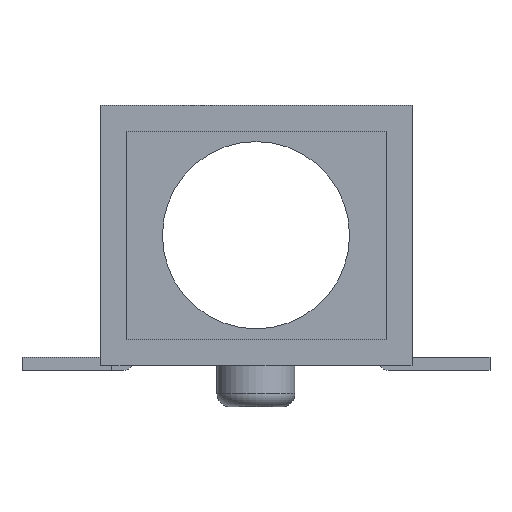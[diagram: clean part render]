
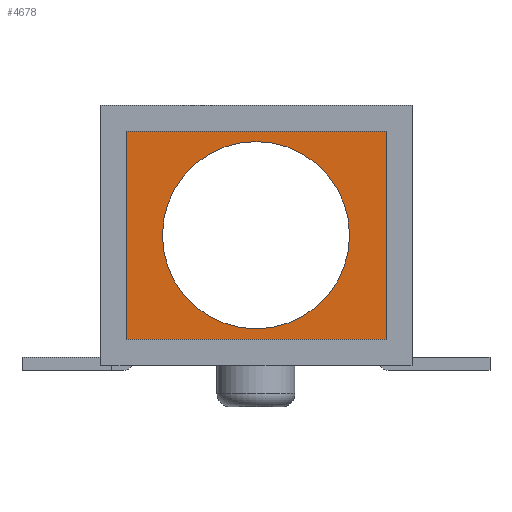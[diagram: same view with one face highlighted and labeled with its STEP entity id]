
A CAD part, front view. The second image highlights one B-rep face of the part: STEP entity #4678.
In plain terms, the highlighted planar face has unit normal (0, -1, 0).
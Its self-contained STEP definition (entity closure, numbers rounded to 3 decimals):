
#172 = VERTEX_POINT('',#173);
#173 = CARTESIAN_POINT('',(0.,-6.5,0.8));
#182 = CYLINDRICAL_SURFACE('',#183,1.8);
#183 = AXIS2_PLACEMENT_3D('',#184,#185,#186);
#184 = CARTESIAN_POINT('',(0.,9.359,2.6));
#185 = DIRECTION('',(0.,1.,0.));
#186 = DIRECTION('',(0.,0.,-1.));
#194 = CYLINDRICAL_SURFACE('',#195,1.8);
#195 = AXIS2_PLACEMENT_3D('',#196,#197,#198);
#196 = CARTESIAN_POINT('',(0.,9.359,2.6));
#197 = DIRECTION('',(0.,1.,0.));
#198 = DIRECTION('',(0.,0.,-1.));
#265 = VERTEX_POINT('',#266);
#266 = CARTESIAN_POINT('',(0.,-6.5,4.4));
#287 = EDGE_CURVE('',#172,#265,#288,.T.);
#288 = SURFACE_CURVE('',#289,(#294,#301),.PCURVE_S1.);
#289 = CIRCLE('',#290,1.8);
#290 = AXIS2_PLACEMENT_3D('',#291,#292,#293);
#291 = CARTESIAN_POINT('',(0.,-6.5,2.6));
#292 = DIRECTION('',(0.,-1.,0.));
#293 = DIRECTION('',(-1.,0.,0.));
#294 = PCURVE('',#182,#295);
#295 = DEFINITIONAL_REPRESENTATION('',(#296),#300);
#296 = LINE('',#297,#298);
#297 = CARTESIAN_POINT('',(7.854,-15.859));
#298 = VECTOR('',#299,1.);
#299 = DIRECTION('',(-1.,0.));
#300 = ( GEOMETRIC_REPRESENTATION_CONTEXT(2) 
PARAMETRIC_REPRESENTATION_CONTEXT() REPRESENTATION_CONTEXT('2D SPACE',''
  ) );
#301 = PCURVE('',#302,#307);
#302 = PLANE('',#303);
#303 = AXIS2_PLACEMENT_3D('',#304,#305,#306);
#304 = CARTESIAN_POINT('',(-2.5,-6.5,4.6));
#305 = DIRECTION('',(0.,1.,0.));
#306 = DIRECTION('',(-1.,0.,0.));
#307 = DEFINITIONAL_REPRESENTATION('',(#308),#316);
#308 = ( BOUNDED_CURVE() B_SPLINE_CURVE(2,(#309,#310,#311,#312,#313,#314
,#315),.UNSPECIFIED.,.T.,.F.) B_SPLINE_CURVE_WITH_KNOTS((1,2,2,2,2,1),(
    -2.094,0.,2.094,4.189,6.283,
8.378),.UNSPECIFIED.) CURVE() GEOMETRIC_REPRESENTATION_ITEM() 
RATIONAL_B_SPLINE_CURVE((1.,0.5,1.,0.5,1.,0.5,1.)) REPRESENTATION_ITEM(
  '') );
#309 = CARTESIAN_POINT('',(-0.7,-2.));
#310 = CARTESIAN_POINT('',(-0.7,-5.118));
#311 = CARTESIAN_POINT('',(-3.4,-3.559));
#312 = CARTESIAN_POINT('',(-6.1,-2.));
#313 = CARTESIAN_POINT('',(-3.4,-0.441));
#314 = CARTESIAN_POINT('',(-0.7,1.118));
#315 = CARTESIAN_POINT('',(-0.7,-2.));
#316 = ( GEOMETRIC_REPRESENTATION_CONTEXT(2) 
PARAMETRIC_REPRESENTATION_CONTEXT() REPRESENTATION_CONTEXT('2D SPACE',''
  ) );
#1196 = EDGE_CURVE('',#265,#172,#1197,.T.);
#1197 = SURFACE_CURVE('',#1198,(#1203,#1210),.PCURVE_S1.);
#1198 = CIRCLE('',#1199,1.8);
#1199 = AXIS2_PLACEMENT_3D('',#1200,#1201,#1202);
#1200 = CARTESIAN_POINT('',(0.,-6.5,2.6));
#1201 = DIRECTION('',(0.,-1.,0.));
#1202 = DIRECTION('',(-1.,0.,0.));
#1203 = PCURVE('',#194,#1204);
#1204 = DEFINITIONAL_REPRESENTATION('',(#1205),#1209);
#1205 = LINE('',#1206,#1207);
#1206 = CARTESIAN_POINT('',(7.854,-15.859));
#1207 = VECTOR('',#1208,1.);
#1208 = DIRECTION('',(-1.,0.));
#1209 = ( GEOMETRIC_REPRESENTATION_CONTEXT(2) 
PARAMETRIC_REPRESENTATION_CONTEXT() REPRESENTATION_CONTEXT('2D SPACE',''
  ) );
#1210 = PCURVE('',#302,#1211);
#1211 = DEFINITIONAL_REPRESENTATION('',(#1212),#1220);
#1212 = ( BOUNDED_CURVE() B_SPLINE_CURVE(2,(#1213,#1214,#1215,#1216,
#1217,#1218,#1219),.UNSPECIFIED.,.T.,.F.) B_SPLINE_CURVE_WITH_KNOTS((1,2
    ,2,2,2,1),(-2.094,0.,2.094,4.189,
6.283,8.378),.UNSPECIFIED.) CURVE() 
GEOMETRIC_REPRESENTATION_ITEM() RATIONAL_B_SPLINE_CURVE((1.,0.5,1.,0.5,
1.,0.5,1.)) REPRESENTATION_ITEM('') );
#1213 = CARTESIAN_POINT('',(-0.7,-2.));
#1214 = CARTESIAN_POINT('',(-0.7,-5.118));
#1215 = CARTESIAN_POINT('',(-3.4,-3.559));
#1216 = CARTESIAN_POINT('',(-6.1,-2.));
#1217 = CARTESIAN_POINT('',(-3.4,-0.441));
#1218 = CARTESIAN_POINT('',(-0.7,1.118));
#1219 = CARTESIAN_POINT('',(-0.7,-2.));
#1220 = ( GEOMETRIC_REPRESENTATION_CONTEXT(2) 
PARAMETRIC_REPRESENTATION_CONTEXT() REPRESENTATION_CONTEXT('2D SPACE',''
  ) );
#3628 = PLANE('',#3629);
#3629 = AXIS2_PLACEMENT_3D('',#3630,#3631,#3632);
#3630 = CARTESIAN_POINT('',(-2.5,-6.5,0.6));
#3631 = DIRECTION('',(-0.,0.,-1.));
#3632 = DIRECTION('',(1.,0.,0.));
#3656 = PLANE('',#3657);
#3657 = AXIS2_PLACEMENT_3D('',#3658,#3659,#3660);
#3658 = CARTESIAN_POINT('',(-2.5,-6.5,0.6));
#3659 = DIRECTION('',(-1.,0.,0.));
#3660 = DIRECTION('',(0.,-1.,0.));
#3684 = PLANE('',#3685);
#3685 = AXIS2_PLACEMENT_3D('',#3686,#3687,#3688);
#3686 = CARTESIAN_POINT('',(-2.5,-6.5,4.6));
#3687 = DIRECTION('',(0.,0.,1.));
#3688 = DIRECTION('',(-1.,0.,0.));
#3710 = PLANE('',#3711);
#3711 = AXIS2_PLACEMENT_3D('',#3712,#3713,#3714);
#3712 = CARTESIAN_POINT('',(2.5,-6.5,0.6));
#3713 = DIRECTION('',(1.,0.,0.));
#3714 = DIRECTION('',(0.,1.,0.));
#4678 = ADVANCED_FACE('',(#4679,#4773),#302,.F.);
#4679 = FACE_BOUND('',#4680,.T.);
#4680 = EDGE_LOOP('',(#4681,#4706,#4729,#4752));
#4681 = ORIENTED_EDGE('',*,*,#4682,.T.);
#4682 = EDGE_CURVE('',#4683,#4685,#4687,.T.);
#4683 = VERTEX_POINT('',#4684);
#4684 = CARTESIAN_POINT('',(-2.5,-6.5,4.6));
#4685 = VERTEX_POINT('',#4686);
#4686 = CARTESIAN_POINT('',(-2.5,-6.5,0.6));
#4687 = SURFACE_CURVE('',#4688,(#4692,#4699),.PCURVE_S1.);
#4688 = LINE('',#4689,#4690);
#4689 = CARTESIAN_POINT('',(-2.5,-6.5,0.6));
#4690 = VECTOR('',#4691,1.);
#4691 = DIRECTION('',(0.,0.,-1.));
#4692 = PCURVE('',#302,#4693);
#4693 = DEFINITIONAL_REPRESENTATION('',(#4694),#4698);
#4694 = LINE('',#4695,#4696);
#4695 = CARTESIAN_POINT('',(0.,-4.));
#4696 = VECTOR('',#4697,1.);
#4697 = DIRECTION('',(0.,-1.));
#4698 = ( GEOMETRIC_REPRESENTATION_CONTEXT(2) 
PARAMETRIC_REPRESENTATION_CONTEXT() REPRESENTATION_CONTEXT('2D SPACE',''
  ) );
#4699 = PCURVE('',#3656,#4700);
#4700 = DEFINITIONAL_REPRESENTATION('',(#4701),#4705);
#4701 = LINE('',#4702,#4703);
#4702 = CARTESIAN_POINT('',(0.,0.));
#4703 = VECTOR('',#4704,1.);
#4704 = DIRECTION('',(0.,-1.));
#4705 = ( GEOMETRIC_REPRESENTATION_CONTEXT(2) 
PARAMETRIC_REPRESENTATION_CONTEXT() REPRESENTATION_CONTEXT('2D SPACE',''
  ) );
#4706 = ORIENTED_EDGE('',*,*,#4707,.T.);
#4707 = EDGE_CURVE('',#4685,#4708,#4710,.T.);
#4708 = VERTEX_POINT('',#4709);
#4709 = CARTESIAN_POINT('',(2.5,-6.5,0.6));
#4710 = SURFACE_CURVE('',#4711,(#4715,#4722),.PCURVE_S1.);
#4711 = LINE('',#4712,#4713);
#4712 = CARTESIAN_POINT('',(-2.5,-6.5,0.6));
#4713 = VECTOR('',#4714,1.);
#4714 = DIRECTION('',(1.,0.,0.));
#4715 = PCURVE('',#302,#4716);
#4716 = DEFINITIONAL_REPRESENTATION('',(#4717),#4721);
#4717 = LINE('',#4718,#4719);
#4718 = CARTESIAN_POINT('',(0.,-4.));
#4719 = VECTOR('',#4720,1.);
#4720 = DIRECTION('',(-1.,0.));
#4721 = ( GEOMETRIC_REPRESENTATION_CONTEXT(2) 
PARAMETRIC_REPRESENTATION_CONTEXT() REPRESENTATION_CONTEXT('2D SPACE',''
  ) );
#4722 = PCURVE('',#3628,#4723);
#4723 = DEFINITIONAL_REPRESENTATION('',(#4724),#4728);
#4724 = LINE('',#4725,#4726);
#4725 = CARTESIAN_POINT('',(0.,0.));
#4726 = VECTOR('',#4727,1.);
#4727 = DIRECTION('',(1.,0.));
#4728 = ( GEOMETRIC_REPRESENTATION_CONTEXT(2) 
PARAMETRIC_REPRESENTATION_CONTEXT() REPRESENTATION_CONTEXT('2D SPACE',''
  ) );
#4729 = ORIENTED_EDGE('',*,*,#4730,.T.);
#4730 = EDGE_CURVE('',#4708,#4731,#4733,.T.);
#4731 = VERTEX_POINT('',#4732);
#4732 = CARTESIAN_POINT('',(2.5,-6.5,4.6));
#4733 = SURFACE_CURVE('',#4734,(#4738,#4745),.PCURVE_S1.);
#4734 = LINE('',#4735,#4736);
#4735 = CARTESIAN_POINT('',(2.5,-6.5,0.6));
#4736 = VECTOR('',#4737,1.);
#4737 = DIRECTION('',(0.,0.,1.));
#4738 = PCURVE('',#302,#4739);
#4739 = DEFINITIONAL_REPRESENTATION('',(#4740),#4744);
#4740 = LINE('',#4741,#4742);
#4741 = CARTESIAN_POINT('',(-5.,-4.));
#4742 = VECTOR('',#4743,1.);
#4743 = DIRECTION('',(0.,1.));
#4744 = ( GEOMETRIC_REPRESENTATION_CONTEXT(2) 
PARAMETRIC_REPRESENTATION_CONTEXT() REPRESENTATION_CONTEXT('2D SPACE',''
  ) );
#4745 = PCURVE('',#3710,#4746);
#4746 = DEFINITIONAL_REPRESENTATION('',(#4747),#4751);
#4747 = LINE('',#4748,#4749);
#4748 = CARTESIAN_POINT('',(0.,0.));
#4749 = VECTOR('',#4750,1.);
#4750 = DIRECTION('',(0.,1.));
#4751 = ( GEOMETRIC_REPRESENTATION_CONTEXT(2) 
PARAMETRIC_REPRESENTATION_CONTEXT() REPRESENTATION_CONTEXT('2D SPACE',''
  ) );
#4752 = ORIENTED_EDGE('',*,*,#4753,.T.);
#4753 = EDGE_CURVE('',#4731,#4683,#4754,.T.);
#4754 = SURFACE_CURVE('',#4755,(#4759,#4766),.PCURVE_S1.);
#4755 = LINE('',#4756,#4757);
#4756 = CARTESIAN_POINT('',(-2.5,-6.5,4.6));
#4757 = VECTOR('',#4758,1.);
#4758 = DIRECTION('',(-1.,0.,0.));
#4759 = PCURVE('',#302,#4760);
#4760 = DEFINITIONAL_REPRESENTATION('',(#4761),#4765);
#4761 = LINE('',#4762,#4763);
#4762 = CARTESIAN_POINT('',(0.,0.));
#4763 = VECTOR('',#4764,1.);
#4764 = DIRECTION('',(1.,0.));
#4765 = ( GEOMETRIC_REPRESENTATION_CONTEXT(2) 
PARAMETRIC_REPRESENTATION_CONTEXT() REPRESENTATION_CONTEXT('2D SPACE',''
  ) );
#4766 = PCURVE('',#3684,#4767);
#4767 = DEFINITIONAL_REPRESENTATION('',(#4768),#4772);
#4768 = LINE('',#4769,#4770);
#4769 = CARTESIAN_POINT('',(0.,0.));
#4770 = VECTOR('',#4771,1.);
#4771 = DIRECTION('',(1.,0.));
#4772 = ( GEOMETRIC_REPRESENTATION_CONTEXT(2) 
PARAMETRIC_REPRESENTATION_CONTEXT() REPRESENTATION_CONTEXT('2D SPACE',''
  ) );
#4773 = FACE_BOUND('',#4774,.T.);
#4774 = EDGE_LOOP('',(#4775,#4776));
#4775 = ORIENTED_EDGE('',*,*,#287,.F.);
#4776 = ORIENTED_EDGE('',*,*,#1196,.F.);
